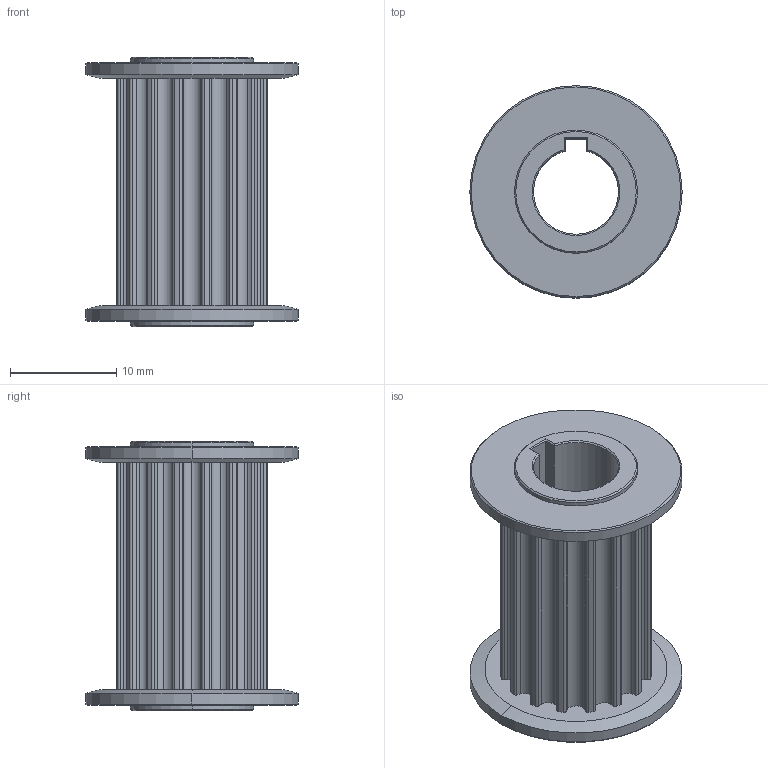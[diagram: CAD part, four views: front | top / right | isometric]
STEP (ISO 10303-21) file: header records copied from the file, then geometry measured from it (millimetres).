
FILE_DESCRIPTION (( 'STEP AP203' ), '1' );
FILE_NAME ('REV-21-1909.STEP', '2020-11-17T16:51:49', ( '' ), ( '' ), 'SwSTEP 2.0', 'SolidWorks 2019', '' );
FILE_SCHEMA (( 'CONFIG_CONTROL_DESIGN' ));
Length unit declared in the file: millimetre
Products named in the file (1): REV-21-1909
Bounding box: 20 x 20 x 25.4 mm (x, y, z)
Volume: 2594.4 mm3; surface area: 3089.8 mm2
Topology: 1 solids, 1 shells, 155 faces, 423 edges, 274 vertices
Faces by surface type: cylinder 122, cone 18, plane 15
Entity records: 5112 total; most frequent: DIRECTION 993, CARTESIAN_POINT 865, ORIENTED_EDGE 846, EDGE_CURVE 423, AXIS2_PLACEMENT_3D 418, VERTEX_POINT 274, CIRCLE 262, EDGE_LOOP 161
